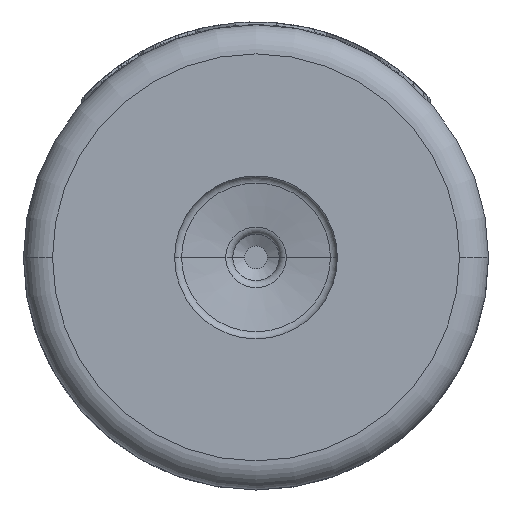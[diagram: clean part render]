
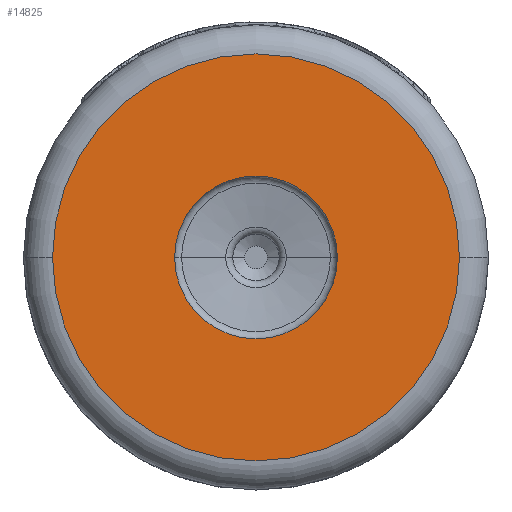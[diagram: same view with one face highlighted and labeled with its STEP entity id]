
A CAD part, front view. The second image highlights one B-rep face of the part: STEP entity #14825.
In plain terms, the highlighted planar face has unit normal (0, -1, 0).
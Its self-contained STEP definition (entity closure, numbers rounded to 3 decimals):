
#2253=CARTESIAN_POINT('',(0.,-4.,0.));
#2254=DIRECTION('',(0.,-1.,0.));
#2255=DIRECTION('',(-1.,0.,0.));
#2256=AXIS2_PLACEMENT_3D('',#2253,#2254,#2255);
#2268=CARTESIAN_POINT('',(0.,-4.,0.));
#2269=DIRECTION('',(0.,-1.,0.));
#2270=DIRECTION('',(-1.,0.,0.));
#2271=AXIS2_PLACEMENT_3D('',#2268,#2269,#2270);
#2273=CARTESIAN_POINT('',(0.,-4.,0.));
#2274=DIRECTION('',(0.,-1.,0.));
#2275=DIRECTION('',(1.,0.,0.));
#2276=AXIS2_PLACEMENT_3D('',#2273,#2274,#2275);
#2278=CARTESIAN_POINT('',(0.,-4.,0.));
#2279=DIRECTION('',(0.,-1.,0.));
#2280=DIRECTION('',(1.,0.,0.));
#2281=AXIS2_PLACEMENT_3D('',#2278,#2279,#2280);
#12503=CARTESIAN_POINT('',(-1.4,-4.,0.));
#12504=CARTESIAN_POINT('',(1.4,-4.,0.));
#12505=VERTEX_POINT('',#12503);
#12506=VERTEX_POINT('',#12504);
#12507=CARTESIAN_POINT('',(3.5,-4.,0.));
#12508=CARTESIAN_POINT('',(-3.5,-4.,0.));
#12509=VERTEX_POINT('',#12507);
#12510=VERTEX_POINT('',#12508);
#14809=CARTESIAN_POINT('',(0.,-4.,0.));
#14810=DIRECTION('',(0.,1.,0.));
#14811=DIRECTION('',(1.,0.,0.));
#14812=AXIS2_PLACEMENT_3D('',#14809,#14810,#14811);
#14813=PLANE('',#14812);
#14815=ORIENTED_EDGE('',*,*,#14814,.F.);
#14816=ORIENTED_EDGE('',*,*,#14799,.F.);
#14817=EDGE_LOOP('',(#14815,#14816));
#14818=FACE_OUTER_BOUND('',#14817,.F.);
#14820=ORIENTED_EDGE('',*,*,#14819,.T.);
#14822=ORIENTED_EDGE('',*,*,#14821,.T.);
#14823=EDGE_LOOP('',(#14820,#14822));
#14824=FACE_BOUND('',#14823,.F.);
#14825=ADVANCED_FACE('',(#14818,#14824),#14813,.F.);
#2257=CIRCLE('',#2256,3.5);
#2272=CIRCLE('',#2271,1.4);
#2277=CIRCLE('',#2276,1.4);
#2282=CIRCLE('',#2281,3.5);
#14799=EDGE_CURVE('',#12510,#12509,#2257,.T.);
#14814=EDGE_CURVE('',#12509,#12510,#2282,.T.);
#14819=EDGE_CURVE('',#12505,#12506,#2272,.T.);
#14821=EDGE_CURVE('',#12506,#12505,#2277,.T.);
